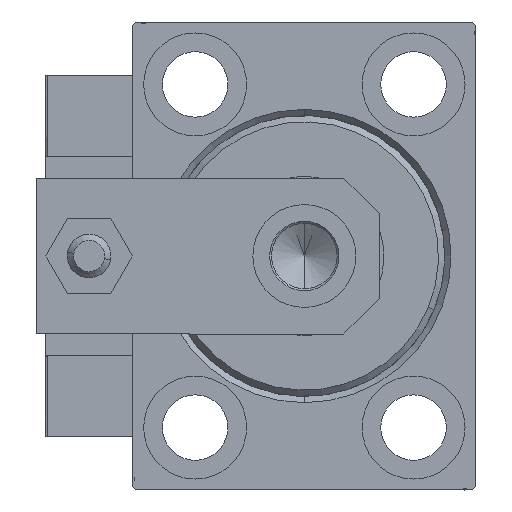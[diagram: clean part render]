
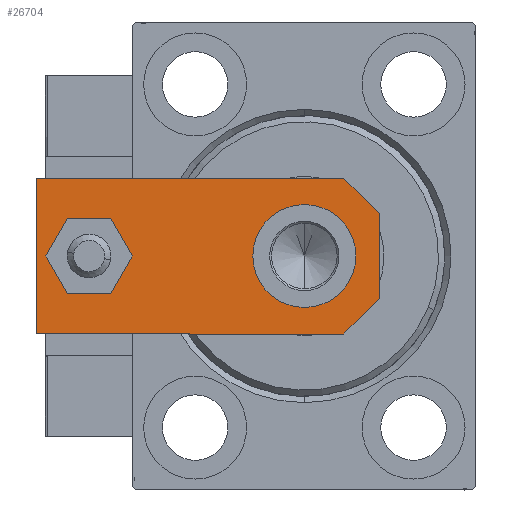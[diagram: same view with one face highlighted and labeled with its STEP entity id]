
A CAD part, left-side view. The second image highlights one B-rep face of the part: STEP entity #26704.
In plain terms, the highlighted face is planar.
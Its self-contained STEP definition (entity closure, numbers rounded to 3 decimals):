
#361 = CARTESIAN_POINT ( 'NONE',  ( 3.42, -3.42, 6. ) ) ;
#1814 = DIRECTION ( 'NONE',  ( 0.707, -0.707, 0. ) ) ;
#2212 = VERTEX_POINT ( 'NONE', #15531 ) ;
#3764 = ORIENTED_EDGE ( 'NONE', *, *, #49766, .F. ) ;
#4097 = EDGE_CURVE ( 'NONE', #42860, #5972, #21821, .T. ) ;
#4221 = DIRECTION ( 'NONE',  ( 1., 0., 0. ) ) ;
#5004 = VECTOR ( 'NONE', #1814, 1000. ) ;
#5382 = EDGE_CURVE ( 'NONE', #5972, #33793, #12102, .T. ) ;
#5972 = VERTEX_POINT ( 'NONE', #28018 ) ;
#6608 = CARTESIAN_POINT ( 'NONE',  ( 0., 46.5, 6. ) ) ;
#7565 = CARTESIAN_POINT ( 'NONE',  ( 6.84, 0., 6. ) ) ;
#8473 = LINE ( 'NONE', #16595, #42805 ) ;
#9400 = ORIENTED_EDGE ( 'NONE', *, *, #4097, .T. ) ;
#10069 = EDGE_CURVE ( 'NONE', #15547, #2212, #38615, .T. ) ;
#10177 = EDGE_LOOP ( 'NONE', ( #19583, #32636, #11461, #41630, #33001, #9400 ) ) ;
#10257 = EDGE_CURVE ( 'NONE', #30686, #27766, #31335, .T. ) ;
#10423 = EDGE_CURVE ( 'NONE', #18482, #42860, #29147, .T. ) ;
#11461 = ORIENTED_EDGE ( 'NONE', *, *, #32410, .T. ) ;
#11891 = CARTESIAN_POINT ( 'NONE',  ( 12.5, 55., 6. ) ) ;
#12102 = LINE ( 'NONE', #27324, #33577 ) ;
#12282 = DIRECTION ( 'NONE',  ( 0., 0., 1. ) ) ;
#13219 = DIRECTION ( 'NONE',  ( 1., 0., 0. ) ) ;
#13305 = FACE_OUTER_BOUND ( 'NONE', #10177, .T. ) ;
#14027 = VERTEX_POINT ( 'NONE', #7565 ) ;
#15218 = AXIS2_PLACEMENT_3D ( 'NONE', #40190, #24975, #40453 ) ;
#15414 = EDGE_LOOP ( 'NONE', ( #3764, #30940 ) ) ;
#15531 = CARTESIAN_POINT ( 'NONE',  ( -4., 46.5, 6. ) ) ;
#15547 = VERTEX_POINT ( 'NONE', #20850 ) ;
#15812 = CARTESIAN_POINT ( 'NONE',  ( 12.5, 5.66, 6. ) ) ;
#15817 = DIRECTION ( 'NONE',  ( 0.707, 0.707, 0. ) ) ;
#16181 = CARTESIAN_POINT ( 'NONE',  ( -8.25, 12., 6. ) ) ;
#16595 = CARTESIAN_POINT ( 'NONE',  ( -12.5, 0., 6. ) ) ;
#18482 = VERTEX_POINT ( 'NONE', #15812 ) ;
#19292 = EDGE_CURVE ( 'NONE', #14027, #18482, #35070, .T. ) ;
#19404 = DIRECTION ( 'NONE',  ( 1., 0., 0. ) ) ;
#19435 = DIRECTION ( 'NONE',  ( 0., 0., 1. ) ) ;
#19583 = ORIENTED_EDGE ( 'NONE', *, *, #5382, .T. ) ;
#20792 = ORIENTED_EDGE ( 'NONE', *, *, #25026, .F. ) ;
#20850 = CARTESIAN_POINT ( 'NONE',  ( 4., 46.5, 6. ) ) ;
#21604 = VECTOR ( 'NONE', #47905, 1000. ) ;
#21821 = LINE ( 'NONE', #45148, #48252 ) ;
#24017 = ORIENTED_EDGE ( 'NONE', *, *, #10069, .F. ) ;
#24638 = VECTOR ( 'NONE', #15817, 1000. ) ;
#24975 = DIRECTION ( 'NONE',  ( 0., 0., 1. ) ) ;
#25026 = EDGE_CURVE ( 'NONE', #2212, #15547, #32955, .T. ) ;
#26704 = ADVANCED_FACE ( 'NONE', ( #49916, #13305, #27076 ), #43990, .T. ) ;
#27076 = FACE_BOUND ( 'NONE', #15414, .T. ) ;
#27324 = CARTESIAN_POINT ( 'NONE',  ( -12.5, 55., 6. ) ) ;
#27766 = VERTEX_POINT ( 'NONE', #16181 ) ;
#28018 = CARTESIAN_POINT ( 'NONE',  ( -12.5, 55., 6. ) ) ;
#28136 = VERTEX_POINT ( 'NONE', #47551 ) ;
#29063 = CIRCLE ( 'NONE', #33887, 8.25 ) ;
#29147 = LINE ( 'NONE', #40796, #21604 ) ;
#30686 = VERTEX_POINT ( 'NONE', #32201 ) ;
#30940 = ORIENTED_EDGE ( 'NONE', *, *, #10257, .F. ) ;
#31335 = CIRCLE ( 'NONE', #36186, 8.25 ) ;
#31685 = DIRECTION ( 'NONE',  ( 0., 0., 1. ) ) ;
#32201 = CARTESIAN_POINT ( 'NONE',  ( 8.25, 12., 6. ) ) ;
#32410 = EDGE_CURVE ( 'NONE', #28136, #14027, #8473, .T. ) ;
#32636 = ORIENTED_EDGE ( 'NONE', *, *, #39400, .T. ) ;
#32955 = CIRCLE ( 'NONE', #36212, 4. ) ;
#33001 = ORIENTED_EDGE ( 'NONE', *, *, #10423, .T. ) ;
#33473 = LINE ( 'NONE', #40602, #5004 ) ;
#33484 = DIRECTION ( 'NONE',  ( 0., 0., 1. ) ) ;
#33577 = VECTOR ( 'NONE', #38982, 1000. ) ;
#33793 = VERTEX_POINT ( 'NONE', #38062 ) ;
#33887 = AXIS2_PLACEMENT_3D ( 'NONE', #49623, #19435, #4221 ) ;
#33918 = EDGE_LOOP ( 'NONE', ( #20792, #24017 ) ) ;
#35070 = LINE ( 'NONE', #361, #24638 ) ;
#35734 = CARTESIAN_POINT ( 'NONE',  ( 0., 12., 6. ) ) ;
#36186 = AXIS2_PLACEMENT_3D ( 'NONE', #35734, #31685, #39037 ) ;
#36212 = AXIS2_PLACEMENT_3D ( 'NONE', #36551, #12282, #13219 ) ;
#36551 = CARTESIAN_POINT ( 'NONE',  ( 0., 46.5, 6. ) ) ;
#38062 = CARTESIAN_POINT ( 'NONE',  ( -12.5, 5.66, 6. ) ) ;
#38615 = CIRCLE ( 'NONE', #45097, 4. ) ;
#38982 = DIRECTION ( 'NONE',  ( 0., -1., 0. ) ) ;
#39037 = DIRECTION ( 'NONE',  ( 1., 0., 0. ) ) ;
#39400 = EDGE_CURVE ( 'NONE', #33793, #28136, #33473, .T. ) ;
#40190 = CARTESIAN_POINT ( 'NONE',  ( 0., 0., 6. ) ) ;
#40453 = DIRECTION ( 'NONE',  ( 1., 0., 0. ) ) ;
#40602 = CARTESIAN_POINT ( 'NONE',  ( -3.42, -3.42, 6. ) ) ;
#40613 = DIRECTION ( 'NONE',  ( 1., 0., 0. ) ) ;
#40796 = CARTESIAN_POINT ( 'NONE',  ( 12.5, 0., 6. ) ) ;
#41630 = ORIENTED_EDGE ( 'NONE', *, *, #19292, .T. ) ;
#42805 = VECTOR ( 'NONE', #19404, 1000. ) ;
#42860 = VERTEX_POINT ( 'NONE', #11891 ) ;
#43990 = PLANE ( 'NONE',  #15218 ) ;
#45097 = AXIS2_PLACEMENT_3D ( 'NONE', #6608, #33484, #40613 ) ;
#45148 = CARTESIAN_POINT ( 'NONE',  ( 12.5, 55., 6. ) ) ;
#47551 = CARTESIAN_POINT ( 'NONE',  ( -6.84, 0., 6. ) ) ;
#47905 = DIRECTION ( 'NONE',  ( 0., 1., 0. ) ) ;
#48252 = VECTOR ( 'NONE', #49205, 1000. ) ;
#49205 = DIRECTION ( 'NONE',  ( -1., 0., 0. ) ) ;
#49623 = CARTESIAN_POINT ( 'NONE',  ( 0., 12., 6. ) ) ;
#49766 = EDGE_CURVE ( 'NONE', #27766, #30686, #29063, .T. ) ;
#49916 = FACE_BOUND ( 'NONE', #33918, .T. ) ;
